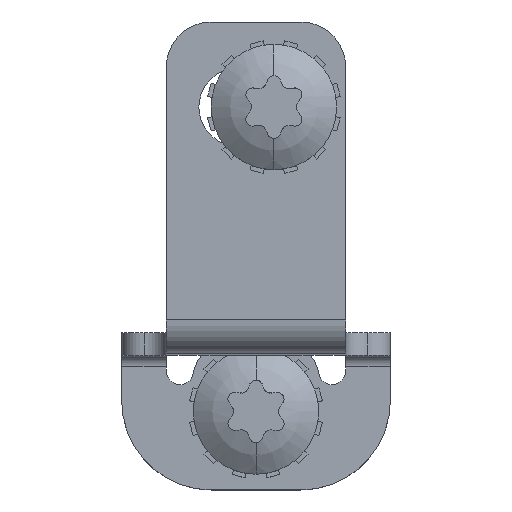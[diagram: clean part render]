
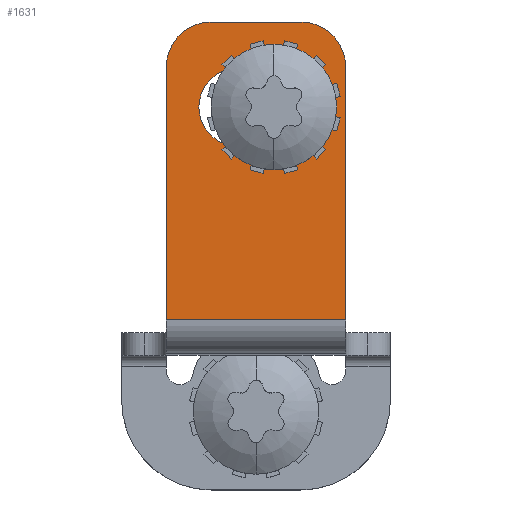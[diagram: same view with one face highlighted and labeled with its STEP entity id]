
A CAD part, top view. The second image highlights one B-rep face of the part: STEP entity #1631.
In plain terms, the highlighted planar face has unit normal (0, 0, 1).
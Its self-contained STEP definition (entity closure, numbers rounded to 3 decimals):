
#687=CARTESIAN_POINT('',(-0.8,11.,0.));
#688=DIRECTION('',(0.,0.,1.));
#689=DIRECTION('',(0.,1.,0.));
#690=AXIS2_PLACEMENT_3D('',#687,#688,#689);
#695=DIRECTION('',(1.,0.,0.));
#696=VECTOR('',#695,1.6);
#697=CARTESIAN_POINT('',(-0.8,9.25,0.));
#698=LINE('',#697,#696);
#702=CARTESIAN_POINT('',(0.8,11.,0.));
#703=DIRECTION('',(0.,0.,1.));
#704=DIRECTION('',(0.,-1.,0.));
#705=AXIS2_PLACEMENT_3D('',#702,#703,#704);
#710=DIRECTION('',(-1.,0.,0.));
#711=VECTOR('',#710,1.6);
#712=CARTESIAN_POINT('',(0.8,12.75,0.));
#713=LINE('',#712,#711);
#717=CARTESIAN_POINT('',(2.,12.8,0.));
#718=DIRECTION('',(0.,0.,1.));
#719=DIRECTION('',(1.,0.,0.));
#720=AXIS2_PLACEMENT_3D('',#717,#718,#719);
#725=DIRECTION('',(0.,1.,0.));
#726=VECTOR('',#725,11.3);
#727=CARTESIAN_POINT('',(4.,1.5,0.));
#728=LINE('',#727,#726);
#732=DIRECTION('',(-1.,0.,0.));
#733=VECTOR('',#732,8.);
#734=CARTESIAN_POINT('',(4.,1.5,0.));
#735=LINE('',#734,#733);
#739=DIRECTION('',(0.,1.,0.));
#740=VECTOR('',#739,11.3);
#741=CARTESIAN_POINT('',(-4.,1.5,0.));
#742=LINE('',#741,#740);
#746=CARTESIAN_POINT('',(-2.,12.8,0.));
#747=DIRECTION('',(0.,0.,1.));
#748=DIRECTION('',(0.,1.,0.));
#749=AXIS2_PLACEMENT_3D('',#746,#747,#748);
#995=DIRECTION('',(-1.,0.,0.));
#996=VECTOR('',#995,4.);
#997=CARTESIAN_POINT('',(2.,14.8,0.));
#998=LINE('',#997,#996);
#1029=CARTESIAN_POINT('',(-0.8,12.75,0.));
#1030=CARTESIAN_POINT('',(-0.8,9.25,0.));
#1031=VERTEX_POINT('',#1029);
#1032=VERTEX_POINT('',#1030);
#1033=CARTESIAN_POINT('',(0.8,9.25,0.));
#1034=VERTEX_POINT('',#1033);
#1035=CARTESIAN_POINT('',(0.8,12.75,0.));
#1036=VERTEX_POINT('',#1035);
#1050=CARTESIAN_POINT('',(-4.,1.5,0.));
#1052=VERTEX_POINT('',#1050);
#1059=CARTESIAN_POINT('',(4.,1.5,0.));
#1060=VERTEX_POINT('',#1059);
#1157=CARTESIAN_POINT('',(4.,12.8,0.));
#1158=VERTEX_POINT('',#1157);
#1159=CARTESIAN_POINT('',(2.,14.8,0.));
#1160=VERTEX_POINT('',#1159);
#1161=CARTESIAN_POINT('',(-4.,12.8,0.));
#1162=VERTEX_POINT('',#1161);
#1165=CARTESIAN_POINT('',(-2.,14.8,0.));
#1166=VERTEX_POINT('',#1165);
#1605=CARTESIAN_POINT('',(6.,1.5,0.));
#1606=DIRECTION('',(0.,0.,1.));
#1607=DIRECTION('',(0.,1.,0.));
#1608=AXIS2_PLACEMENT_3D('',#1605,#1606,#1607);
#1609=PLANE('',#1608);
#1610=ORIENTED_EDGE('',*,*,#1555,.F.);
#1611=ORIENTED_EDGE('',*,*,#1542,.F.);
#1613=ORIENTED_EDGE('',*,*,#1612,.T.);
#1615=ORIENTED_EDGE('',*,*,#1614,.T.);
#1617=ORIENTED_EDGE('',*,*,#1616,.F.);
#1619=ORIENTED_EDGE('',*,*,#1618,.F.);
#1620=EDGE_LOOP('',(#1610,#1611,#1613,#1615,#1617,#1619));
#1621=FACE_OUTER_BOUND('',#1620,.F.);
#1622=ORIENTED_EDGE('',*,*,#1595,.T.);
#1624=ORIENTED_EDGE('',*,*,#1623,.T.);
#1626=ORIENTED_EDGE('',*,*,#1625,.T.);
#1628=ORIENTED_EDGE('',*,*,#1627,.T.);
#1629=EDGE_LOOP('',(#1622,#1624,#1626,#1628));
#1630=FACE_BOUND('',#1629,.F.);
#1631=ADVANCED_FACE('',(#1621,#1630),#1609,.T.);
#691=CIRCLE('',#690,1.75);
#706=CIRCLE('',#705,1.75);
#721=CIRCLE('',#720,2.);
#750=CIRCLE('',#749,2.);
#1542=EDGE_CURVE('',#1060,#1158,#728,.T.);
#1555=EDGE_CURVE('',#1158,#1160,#721,.T.);
#1595=EDGE_CURVE('',#1031,#1032,#691,.T.);
#1612=EDGE_CURVE('',#1060,#1052,#735,.T.);
#1614=EDGE_CURVE('',#1052,#1162,#742,.T.);
#1616=EDGE_CURVE('',#1166,#1162,#750,.T.);
#1618=EDGE_CURVE('',#1160,#1166,#998,.T.);
#1623=EDGE_CURVE('',#1032,#1034,#698,.T.);
#1625=EDGE_CURVE('',#1034,#1036,#706,.T.);
#1627=EDGE_CURVE('',#1036,#1031,#713,.T.);
